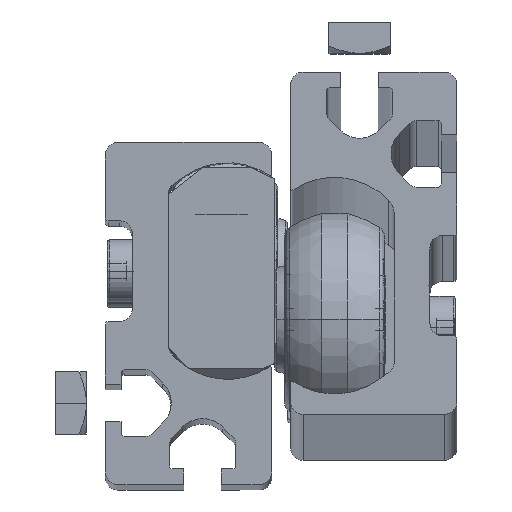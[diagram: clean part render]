
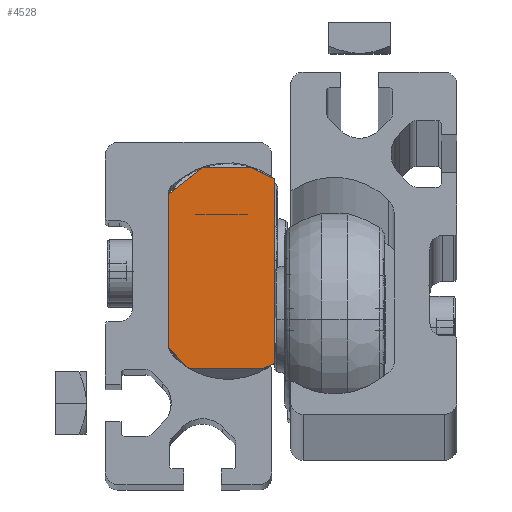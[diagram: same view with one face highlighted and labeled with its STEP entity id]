
A CAD part, top view. The second image highlights one B-rep face of the part: STEP entity #4528.
In plain terms, the highlighted face is planar.
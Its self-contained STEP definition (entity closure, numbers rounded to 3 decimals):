
#53 = CARTESIAN_POINT ( 'NONE',  ( 19., 1.5, 22.2 ) ) ;
#560 = VERTEX_POINT ( 'NONE', #21028 ) ;
#714 = VECTOR ( 'NONE', #21670, 1000. ) ;
#938 = CARTESIAN_POINT ( 'NONE',  ( 19., -12.2, 8.5 ) ) ;
#1035 = LINE ( 'NONE', #15671, #18757 ) ;
#1735 = DIRECTION ( 'NONE',  ( 0., 0., 1. ) ) ;
#2101 = DIRECTION ( 'NONE',  ( -1., 0., 0. ) ) ;
#2965 = DIRECTION ( 'NONE',  ( 0., -0.707, -0.707 ) ) ;
#3699 = ORIENTED_EDGE ( 'NONE', *, *, #6870, .T. ) ;
#4528 = ADVANCED_FACE ( 'NONE', ( #18752 ), #5845, .F. ) ;
#4640 = VECTOR ( 'NONE', #15521, 1000. ) ;
#4903 = VERTEX_POINT ( 'NONE', #21494 ) ;
#5566 = VECTOR ( 'NONE', #1735, 1000. ) ;
#5845 = PLANE ( 'NONE',  #12887 ) ;
#6272 = LINE ( 'NONE', #13569, #14769 ) ;
#6524 = CARTESIAN_POINT ( 'NONE',  ( 19., 16.5, -4.6 ) ) ;
#6578 = DIRECTION ( 'NONE',  ( 0., 0., -1. ) ) ;
#6870 = EDGE_CURVE ( 'NONE', #23685, #9936, #1035, .T. ) ;
#6891 = ORIENTED_EDGE ( 'NONE', *, *, #9975, .F. ) ;
#6925 = CARTESIAN_POINT ( 'NONE',  ( 19., -12.2, 8.5 ) ) ;
#7659 = VERTEX_POINT ( 'NONE', #23566 ) ;
#7809 = CARTESIAN_POINT ( 'NONE',  ( 19., 14.681, -8.5 ) ) ;
#8209 = EDGE_CURVE ( 'NONE', #11178, #9936, #17740, .T. ) ;
#8587 = ORIENTED_EDGE ( 'NONE', *, *, #18585, .F. ) ;
#8737 = LINE ( 'NONE', #6925, #21249 ) ;
#8807 = CARTESIAN_POINT ( 'NONE',  ( 19., 16.5, -4.6 ) ) ;
#9373 = ORIENTED_EDGE ( 'NONE', *, *, #8209, .F. ) ;
#9751 = DIRECTION ( 'NONE',  ( 0., 0.616, -0.788 ) ) ;
#9936 = VERTEX_POINT ( 'NONE', #18985 ) ;
#9975 = EDGE_CURVE ( 'NONE', #21582, #11178, #13965, .T. ) ;
#10397 = VECTOR ( 'NONE', #13324, 1000. ) ;
#10508 = VERTEX_POINT ( 'NONE', #8807 ) ;
#11178 = VERTEX_POINT ( 'NONE', #15069 ) ;
#11527 = LINE ( 'NONE', #938, #10397 ) ;
#11573 = EDGE_CURVE ( 'NONE', #10508, #21582, #14064, .T. ) ;
#11831 = CARTESIAN_POINT ( 'NONE',  ( 19., 14.681, -8.5 ) ) ;
#12887 = AXIS2_PLACEMENT_3D ( 'NONE', #53, #2101, #16610 ) ;
#13037 = CARTESIAN_POINT ( 'NONE',  ( 19., 16.5, -4.6 ) ) ;
#13324 = DIRECTION ( 'NONE',  ( 0., 1., 0. ) ) ;
#13569 = CARTESIAN_POINT ( 'NONE',  ( 19., 12.203, 8.5 ) ) ;
#13826 = DIRECTION ( 'NONE',  ( 0., -0.423, -0.906 ) ) ;
#13965 = LINE ( 'NONE', #11831, #4640 ) ;
#14064 = LINE ( 'NONE', #6524, #15485 ) ;
#14366 = EDGE_CURVE ( 'NONE', #7659, #560, #11527, .T. ) ;
#14601 = ORIENTED_EDGE ( 'NONE', *, *, #18012, .T. ) ;
#14769 = VECTOR ( 'NONE', #9751, 1000. ) ;
#15069 = CARTESIAN_POINT ( 'NONE',  ( 19., -14.661, -8.5 ) ) ;
#15485 = VECTOR ( 'NONE', #13826, 1000. ) ;
#15521 = DIRECTION ( 'NONE',  ( 0., -1., 0. ) ) ;
#15671 = CARTESIAN_POINT ( 'NONE',  ( 19., -15.5, 5.2 ) ) ;
#16035 = ORIENTED_EDGE ( 'NONE', *, *, #11573, .F. ) ;
#16610 = DIRECTION ( 'NONE',  ( 0., 0., 1. ) ) ;
#16859 = EDGE_CURVE ( 'NONE', #7659, #23685, #8737, .T. ) ;
#17740 = LINE ( 'NONE', #21783, #714 ) ;
#18012 = EDGE_CURVE ( 'NONE', #10508, #4903, #23653, .T. ) ;
#18375 = CARTESIAN_POINT ( 'NONE',  ( 19., -15.5, 5.2 ) ) ;
#18585 = EDGE_CURVE ( 'NONE', #560, #4903, #6272, .T. ) ;
#18752 = FACE_OUTER_BOUND ( 'NONE', #20757, .T. ) ;
#18757 = VECTOR ( 'NONE', #6578, 1000. ) ;
#18985 = CARTESIAN_POINT ( 'NONE',  ( 19., -15.5, -6.7 ) ) ;
#20757 = EDGE_LOOP ( 'NONE', ( #8587, #22642, #22959, #3699, #9373, #6891, #16035, #14601 ) ) ;
#21028 = CARTESIAN_POINT ( 'NONE',  ( 19., 12.203, 8.5 ) ) ;
#21249 = VECTOR ( 'NONE', #2965, 1000. ) ;
#21494 = CARTESIAN_POINT ( 'NONE',  ( 19., 16.5, 3. ) ) ;
#21582 = VERTEX_POINT ( 'NONE', #7809 ) ;
#21670 = DIRECTION ( 'NONE',  ( 0., -0.423, 0.906 ) ) ;
#21783 = CARTESIAN_POINT ( 'NONE',  ( 19., -14.661, -8.5 ) ) ;
#22642 = ORIENTED_EDGE ( 'NONE', *, *, #14366, .F. ) ;
#22959 = ORIENTED_EDGE ( 'NONE', *, *, #16859, .T. ) ;
#23566 = CARTESIAN_POINT ( 'NONE',  ( 19., -12.2, 8.5 ) ) ;
#23653 = LINE ( 'NONE', #13037, #5566 ) ;
#23685 = VERTEX_POINT ( 'NONE', #18375 ) ;
